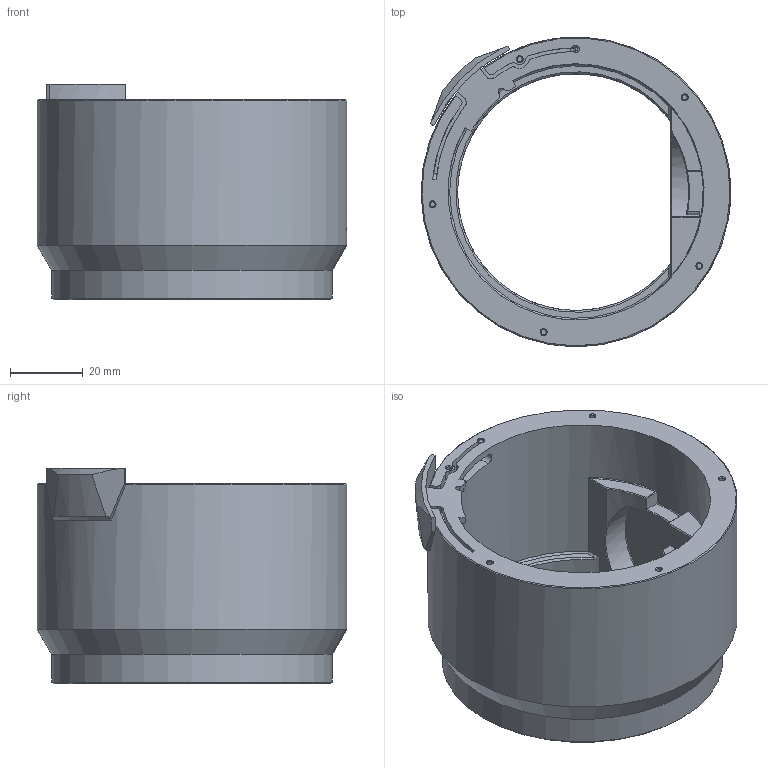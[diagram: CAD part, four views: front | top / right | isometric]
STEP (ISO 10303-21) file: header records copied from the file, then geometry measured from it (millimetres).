
FILE_DESCRIPTION(/* description */ ('Unknown'),/* implementation_level */ '2;1');
FILE_NAME(/* name */ 'dumbBody_BS_GFX',/* time_stamp */ '2026-01-13T22:02:55-05:00',/* author */ ('Unknown'),/* organization */ ('Unknown'),/* preprocessor_version */ 'ST-DEVELOPER v18.1',/* originating_system */ 'Solid Edge',/* authorisation */ 'Unknown');
FILE_SCHEMA (('AUTOMOTIVE_DESIGN {1 0 10303 214 3 1 1}'));
Length unit declared in the file: millimetre
Products named in the file (2): dumbAdapter_GFX; dumbBody_BS_GFX
Assembly tree (1 placements, depth 2):
  dumbAdapter_GFX
    dumbBody_BS_GFX
Bounding box: 85 x 85 x 59.2 mm (x, y, z)
Volume: 94836.5 mm3; surface area: 32884.8 mm2
Topology: 1 solids, 1 shells, 154 faces, 397 edges, 256 vertices
Faces by surface type: plane 68, cylinder 49, cone 29, bspline 6, sphere 1, torus 1
Full cylindrical faces by diameter (mm): 1.4 x11, 1.8 x1, 3.5 x1, 70.3 x1, 77 x1, 85 x1
Entity records: 5788 total; most frequent: CARTESIAN_POINT 1184, DIRECTION 718, ORIENTED_EDGE 694, EDGE_CURVE 347, AXIS2_PLACEMENT_3D 286, VERTEX_POINT 240, EDGE_LOOP 203, FACE_BOUND 203
